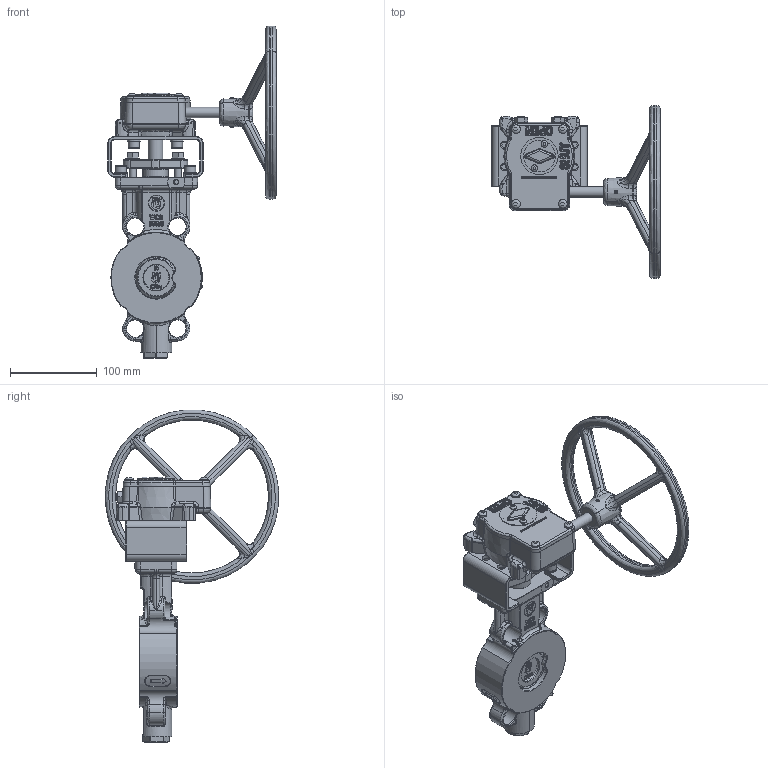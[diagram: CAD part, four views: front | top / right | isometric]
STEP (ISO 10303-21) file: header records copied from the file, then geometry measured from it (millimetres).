
FILE_DESCRIPTION(('HOOPS Exchange Step'),'2;1');
FILE_NAME('AK11_DN50_PN10-40-ANSI150-300_Getriebe.stp','2024-11-22T09:48:04+01:00',('nieru'),('Unknown organisation'),'HOOPS Exchange 2024.2','HOOPS Exchange','Unknown authorisation');
FILE_SCHEMA( ('AP203_CONFIGURATION_CONTROLLED_3D_DESIGN_OF_MECHANICAL_PARTS_AND_ASSEMBLIES_MIM_LF') );
Length unit declared in the file: millimetre
Products named in the file (10): 0; root
Assembly tree (9 placements, depth 4):
  root
    0
      0
      0
    0
      0
        0
      0
        0
      0
Bounding box: 194.22 x 199.24 x 382.12 mm (x, y, z)
Volume: 1040521.9 mm3; surface area: 245604.9 mm2
Topology: 48 solids, 48 shells, 4118 faces, 9849 edges, 5741 vertices
Faces by surface type: bspline 1569, cylinder 1100, plane 747, torus 380, cone 193, sphere 129
Full cylindrical faces by diameter (mm): 4 x1, 5 x1, 6.647 x4, 6.8 x2, 7.6 x2, 8 x12, 8.376 x4, 8.468 x2, 9 x14, 10 x4, 12 x2, 13 x8, 13.533 x1, 14.8 x8, 15.95 x2, 16 x3, 16.238 x2, 16.82 x2, 16.95 x1, 17.038 x1, 20 x6, 21 x2, 29.274 x1, 30.3 x1, 38 x2, 43 x1, 50.898 x1, 53.037 x2, 68.32 x1
Entity records: 344887 total; most frequent: CARTESIAN_POINT 262570, ORIENTED_EDGE 19300, DIRECTION 13112, EDGE_CURVE 9650, VERTEX_POINT 5740, AXIS2_PLACEMENT_3D 5437, B_SPLINE_CURVE_WITH_KNOTS 4403, EDGE_LOOP 4298
